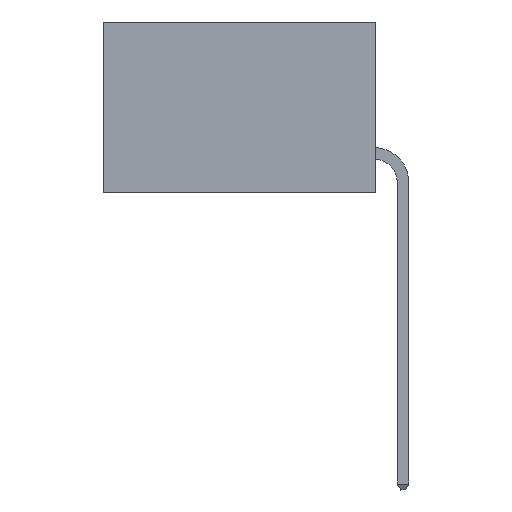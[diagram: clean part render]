
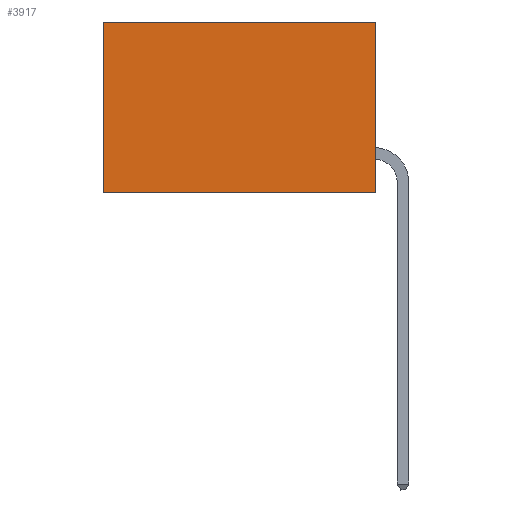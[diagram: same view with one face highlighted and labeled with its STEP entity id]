
A CAD part, left-side view. The second image highlights one B-rep face of the part: STEP entity #3917.
In plain terms, the highlighted planar face has unit normal (-1, 0, 0).
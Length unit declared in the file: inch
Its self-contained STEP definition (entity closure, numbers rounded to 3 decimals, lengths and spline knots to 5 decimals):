
#145 = FACE_OUTER_BOUND ( 'NONE', #3925, .T. ) ;
#1093 = VECTOR ( 'NONE', #2786, 39.37008 ) ;
#1590 = EDGE_CURVE ( 'NONE', #9145, #4551, #5510, .T. ) ;
#1641 = DIRECTION ( 'NONE',  ( 0., 0., -1. ) ) ;
#1806 = CARTESIAN_POINT ( 'NONE',  ( 0.277, 0., -0.37 ) ) ;
#1907 = DIRECTION ( 'NONE',  ( 1., 0., 0. ) ) ;
#1928 = PLANE ( 'NONE',  #4831 ) ;
#2019 = CARTESIAN_POINT ( 'NONE',  ( 0.277, 0., -0.37 ) ) ;
#2500 = LINE ( 'NONE', #7444, #8252 ) ;
#2694 = CARTESIAN_POINT ( 'NONE',  ( 0.277, 0., -0.37 ) ) ;
#2786 = DIRECTION ( 'NONE',  ( 0., 1., 0. ) ) ;
#3101 = CARTESIAN_POINT ( 'NONE',  ( 0.277, 0.59, -0.37 ) ) ;
#3223 = LINE ( 'NONE', #2694, #1093 ) ;
#3253 = CARTESIAN_POINT ( 'NONE',  ( 0.277, 0.59, 0. ) ) ;
#3324 = ORIENTED_EDGE ( 'NONE', *, *, #8841, .T. ) ;
#3671 = VERTEX_POINT ( 'NONE', #3101 ) ;
#3681 = DIRECTION ( 'NONE',  ( 0., 0., -1. ) ) ;
#3886 = ORIENTED_EDGE ( 'NONE', *, *, #8779, .T. ) ;
#3917 = ADVANCED_FACE ( 'NONE', ( #145 ), #1928, .F. ) ;
#3925 = EDGE_LOOP ( 'NONE', ( #3324, #9016, #4750, #3886 ) ) ;
#4551 = VERTEX_POINT ( 'NONE', #4677 ) ;
#4677 = CARTESIAN_POINT ( 'NONE',  ( 0.277, 0., -0.37 ) ) ;
#4750 = ORIENTED_EDGE ( 'NONE', *, *, #1590, .F. ) ;
#4831 = AXIS2_PLACEMENT_3D ( 'NONE', #1806, #1907, #3681 ) ;
#5510 = LINE ( 'NONE', #2019, #9001 ) ;
#5978 = CARTESIAN_POINT ( 'NONE',  ( 0.277, 0., 0. ) ) ;
#7444 = CARTESIAN_POINT ( 'NONE',  ( 0.277, 0., 0. ) ) ;
#7499 = CARTESIAN_POINT ( 'NONE',  ( 0.277, 0.59, -0.37 ) ) ;
#7534 = EDGE_CURVE ( 'NONE', #4551, #3671, #3223, .T. ) ;
#7811 = LINE ( 'NONE', #7499, #9435 ) ;
#8252 = VECTOR ( 'NONE', #9640, 39.37008 ) ;
#8779 = EDGE_CURVE ( 'NONE', #9145, #9032, #2500, .T. ) ;
#8841 = EDGE_CURVE ( 'NONE', #9032, #3671, #7811, .T. ) ;
#9001 = VECTOR ( 'NONE', #9043, 39.37008 ) ;
#9016 = ORIENTED_EDGE ( 'NONE', *, *, #7534, .F. ) ;
#9032 = VERTEX_POINT ( 'NONE', #3253 ) ;
#9043 = DIRECTION ( 'NONE',  ( 0., 0., -1. ) ) ;
#9145 = VERTEX_POINT ( 'NONE', #5978 ) ;
#9435 = VECTOR ( 'NONE', #1641, 39.37008 ) ;
#9640 = DIRECTION ( 'NONE',  ( 0., 1., 0. ) ) ;
